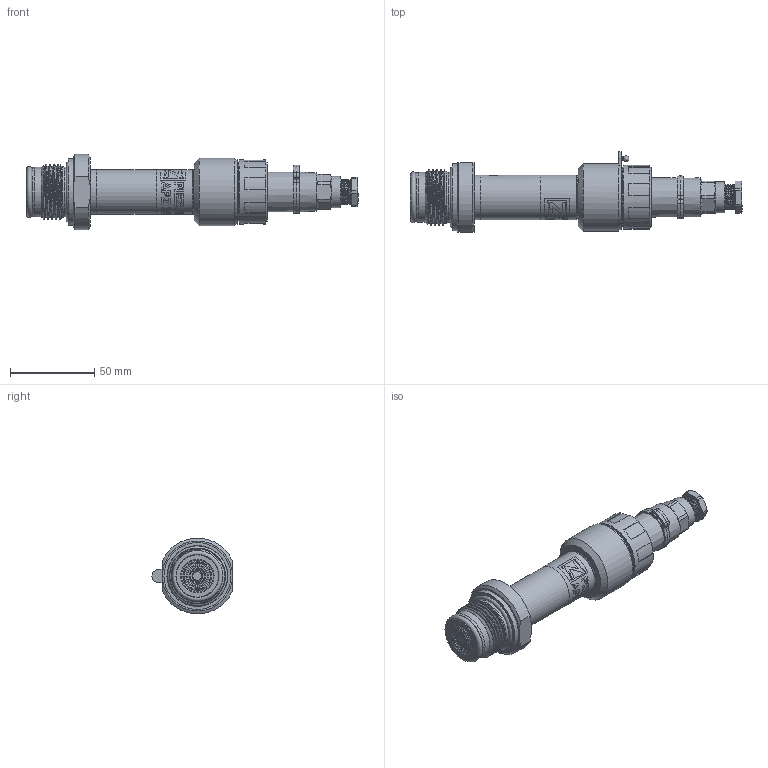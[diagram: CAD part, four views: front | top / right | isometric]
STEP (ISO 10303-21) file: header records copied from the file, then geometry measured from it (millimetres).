
FILE_DESCRIPTION(/* description */ (''),/* implementation_level */ '2;1');
FILE_NAME(/* name */ 'APZ3420s_G1-solidflush_6.step',/* time_stamp */ '2021-07-08T14:35:23+03:00',/* author */ (''),/* organization */ (''),/* preprocessor_version */ 'ST-DEVELOPER v18.1',/* originating_system */ 'Autodesk Translation Framework v10.9.0.1377',/* authorisation */ '');
FILE_SCHEMA (('AUTOMOTIVE_DESIGN { 1 0 10303 214 3 1 1 }'));
Products named in the file (11): АПЗ 3420S заполненная; Buccaneer assembly; Bucaneer male v11; px0735-p; px0735-p_1; Bucaneer female v5; px0736-s; px0736-s_2; shell; shell 29 ; МР00-01.266.400.125 (Full G1DIN) v2 (1)
Assembly tree (10 placements, depth 5):
  АПЗ 3420S заполненная
    Buccaneer assembly
      Bucaneer male v11
        px0735-p
          px0735-p_1
      Bucaneer female v5
        px0736-s
          px0736-s_2
    shell
    shell 29 
    МР00-01.266.400.125 (Full G1DIN) v2 (1)
Bounding box: 196.59 x 47.39 x 45 mm (x, y, z)
Volume: 122029.9 mm3; surface area: 60184.4 mm2
Topology: 17 solids, 21 shells, 1742 faces, 4762 edges, 3133 vertices
Faces by surface type: plane 1032, bspline 311, cylinder 239, cone 116, torus 33, sphere 11
Full cylindrical faces by diameter (mm): 2 x2, 2.03 x1, 2.413 x4, 2.439 x6, 2.459 x2, 2.464 x2, 2.87 x4, 3 x4, 3.302 x6, 3.734 x2, 4.1 x6, 4.19 x2, 4.47 x2, 8.255 x1, 9.53 x2, 11.938 x1, 12.09 x1, 13.716 x1, 13.741 x5, 14.021 x1, 14.884 x6, 15.062 x9, 16.61 x1, 17 x1, 18 x1, 18.42 x1, 20.1 x2, 20.447 x1, 20.45 x1, 22.2 x1
Entity records: 90723 total; most frequent: CARTESIAN_POINT 48513, ORIENTED_EDGE 9498, DIRECTION 7367, EDGE_CURVE 4749, VERTEX_POINT 3133, LINE 3007, VECTOR 3007, AXIS2_PLACEMENT_3D 2180
